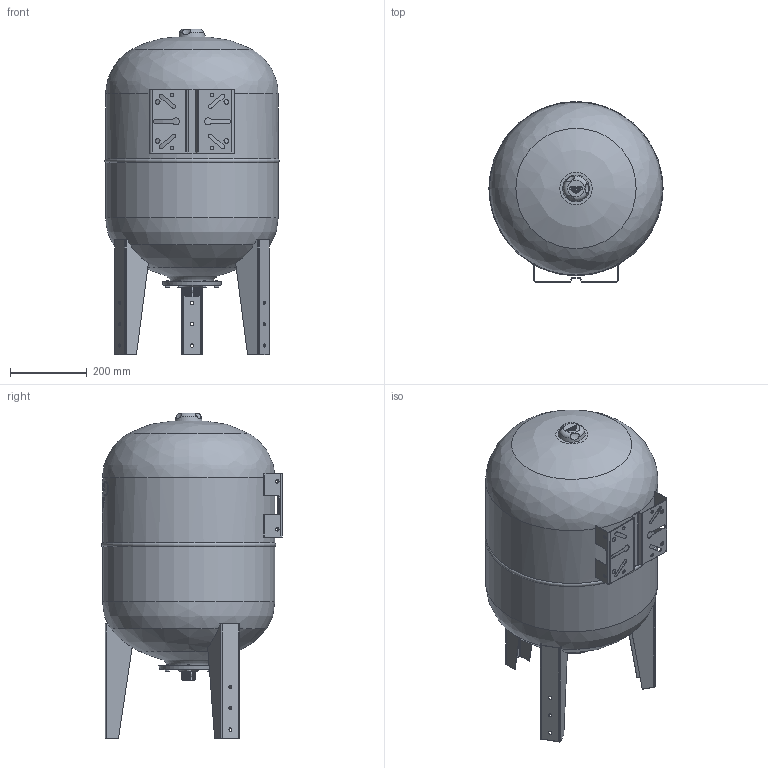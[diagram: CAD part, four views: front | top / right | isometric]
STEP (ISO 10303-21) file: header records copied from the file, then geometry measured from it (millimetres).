
FILE_DESCRIPTION(/* description */ (''),/* implementation_level */ '2;1');
FILE_NAME(/* name */ '05_ULTRA-PRO 80L V 10bar_11000080041.stp',/* time_stamp */ '2019-09-05T12:22:34+03:00',/* author */ ('shkarinov'),/* organization */ (''),/* preprocessor_version */ 'ST-DEVELOPER v16.5',/* originating_system */ 'Autodesk Inventor 2017',/* authorisation */ '');
FILE_SCHEMA (('AUTOMOTIVE_DESIGN { 1 0 10303 214 3 1 1 }'));
Length unit declared in the file: inch
Products named in the file (1): 05_ULTRA-PRO 80L V 10bar_11000080041
Bounding box: 454.97 x 472.55 x 850.44 mm (x, y, z)
Volume: 86090336.5 mm3; surface area: 1408912.1 mm2
Topology: 1 solids, 2 shells, 563 faces, 1521 edges, 999 vertices
Faces by surface type: plane 307, cylinder 191, torus 41, cone 16, bspline 5, sphere 3
Full cylindrical faces by diameter (mm): 6 x6, 9 x17, 12 x4, 30.25 x2, 107.757 x1, 145.241 x1, 450 x2
Entity records: 19912 total; most frequent: CARTESIAN_POINT 5370, DIRECTION 2848, ORIENTED_EDGE 2840, EDGE_CURVE 1418, AXIS2_PLACEMENT_3D 1030, VERTEX_POINT 986, LINE 788, VECTOR 788
